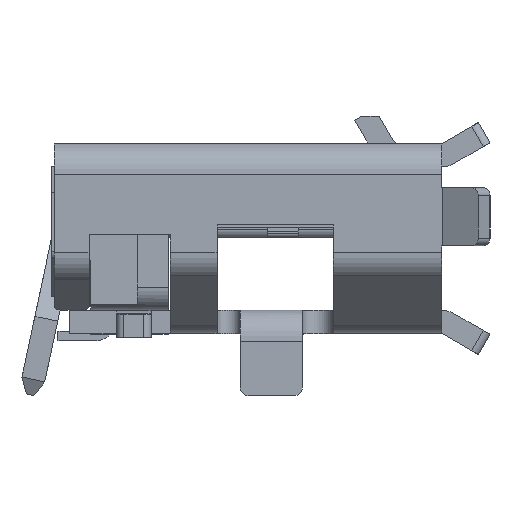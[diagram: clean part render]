
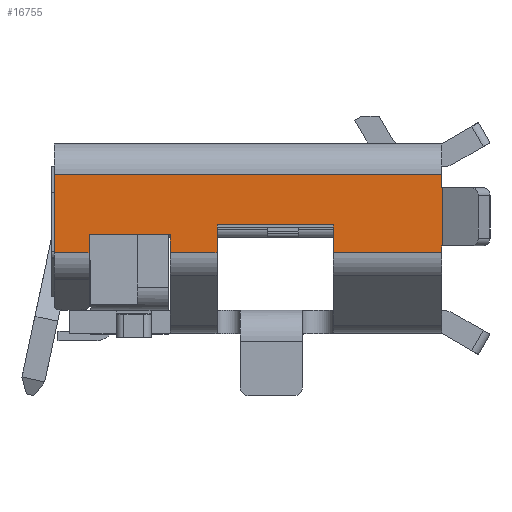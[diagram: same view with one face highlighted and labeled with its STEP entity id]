
A CAD part, left-side view. The second image highlights one B-rep face of the part: STEP entity #16755.
In plain terms, the highlighted planar face has unit normal (-1, 0, 0).
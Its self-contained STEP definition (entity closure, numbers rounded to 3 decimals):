
#7536 = VERTEX_POINT('',#7537);
#7537 = CARTESIAN_POINT('',(-3.73,-3.581,2.25));
#7544 = EDGE_CURVE('',#7545,#7536,#7547,.T.);
#7545 = VERTEX_POINT('',#7546);
#7546 = CARTESIAN_POINT('',(-3.73,-3.581,2.08));
#7547 = LINE('',#7548,#7549);
#7548 = CARTESIAN_POINT('',(-3.73,-3.581,1.745));
#7549 = VECTOR('',#7550,1.);
#7550 = DIRECTION('',(0.,0.,1.));
#7654 = VERTEX_POINT('',#7655);
#7655 = CARTESIAN_POINT('',(-3.73,1.419,1.24));
#7662 = EDGE_CURVE('',#7663,#7654,#7665,.T.);
#7663 = VERTEX_POINT('',#7664);
#7664 = CARTESIAN_POINT('',(-3.73,1.419,2.25));
#7665 = LINE('',#7666,#7667);
#7666 = CARTESIAN_POINT('',(-3.73,1.419,1.886));
#7667 = VECTOR('',#7668,1.);
#7668 = DIRECTION('',(0.,0.,-1.));
#11839 = VERTEX_POINT('',#11840);
#11840 = CARTESIAN_POINT('',(-3.73,-0.681,1.6));
#11846 = EDGE_CURVE('',#11847,#11839,#11849,.T.);
#11847 = VERTEX_POINT('',#11848);
#11848 = CARTESIAN_POINT('',(-3.73,-0.681,1.244));
#11849 = LINE('',#11850,#11851);
#11850 = CARTESIAN_POINT('',(-3.73,-0.681,1.745));
#11851 = VECTOR('',#11852,1.);
#11852 = DIRECTION('',(0.,0.,1.));
#12034 = VERTEX_POINT('',#12035);
#12035 = CARTESIAN_POINT('',(-3.73,-2.181,1.244));
#12042 = EDGE_CURVE('',#12043,#12034,#12045,.T.);
#12043 = VERTEX_POINT('',#12044);
#12044 = CARTESIAN_POINT('',(-3.73,-2.181,1.6));
#12045 = LINE('',#12046,#12047);
#12046 = CARTESIAN_POINT('',(-3.73,-2.181,1.745));
#12047 = VECTOR('',#12048,1.);
#12048 = DIRECTION('',(0.,0.,-1.));
#12126 = EDGE_CURVE('',#12127,#12129,#12131,.T.);
#12127 = VERTEX_POINT('',#12128);
#12128 = CARTESIAN_POINT('',(-3.73,-3.581,1.244));
#12129 = VERTEX_POINT('',#12130);
#12130 = CARTESIAN_POINT('',(-3.73,-3.581,1.33));
#12131 = LINE('',#12132,#12133);
#12132 = CARTESIAN_POINT('',(-3.73,-3.581,1.745));
#12133 = VECTOR('',#12134,1.);
#12134 = DIRECTION('',(0.,0.,1.));
#16743 = EDGE_CURVE('',#7536,#7663,#16744,.T.);
#16744 = LINE('',#16745,#16746);
#16745 = CARTESIAN_POINT('',(-3.73,-1.081,2.25));
#16746 = VECTOR('',#16747,1.);
#16747 = DIRECTION('',(0.,1.,0.));
#16755 = ADVANCED_FACE('',(#16756),#16836,.T.);
#16756 = FACE_BOUND('',#16757,.T.);
#16757 = EDGE_LOOP('',(#16758,#16759,#16760,#16768,#16776,#16784,#16792,
    #16798,#16799,#16805,#16806,#16812,#16813,#16821,#16829,#16835));
#16758 = ORIENTED_EDGE('',*,*,#16743,.T.);
#16759 = ORIENTED_EDGE('',*,*,#7662,.T.);
#16760 = ORIENTED_EDGE('',*,*,#16761,.T.);
#16761 = EDGE_CURVE('',#7654,#16762,#16764,.T.);
#16762 = VERTEX_POINT('',#16763);
#16763 = CARTESIAN_POINT('',(-3.73,0.969,1.24));
#16764 = LINE('',#16765,#16766);
#16765 = CARTESIAN_POINT('',(-3.73,-1.082,
    1.24));
#16766 = VECTOR('',#16767,1.);
#16767 = DIRECTION('',(0.,-1.,0.));
#16768 = ORIENTED_EDGE('',*,*,#16769,.T.);
#16769 = EDGE_CURVE('',#16762,#16770,#16772,.T.);
#16770 = VERTEX_POINT('',#16771);
#16771 = CARTESIAN_POINT('',(-3.73,0.969,1.475));
#16772 = LINE('',#16773,#16774);
#16773 = CARTESIAN_POINT('',(-3.73,0.969,1.745));
#16774 = VECTOR('',#16775,1.);
#16775 = DIRECTION('',(0.,0.,1.));
#16776 = ORIENTED_EDGE('',*,*,#16777,.T.);
#16777 = EDGE_CURVE('',#16770,#16778,#16780,.T.);
#16778 = VERTEX_POINT('',#16779);
#16779 = CARTESIAN_POINT('',(-3.73,-0.081,
    1.475));
#16780 = LINE('',#16781,#16782);
#16781 = CARTESIAN_POINT('',(-3.73,-1.082,
    1.475));
#16782 = VECTOR('',#16783,1.);
#16783 = DIRECTION('',(0.,-1.,0.));
#16784 = ORIENTED_EDGE('',*,*,#16785,.T.);
#16785 = EDGE_CURVE('',#16778,#16786,#16788,.T.);
#16786 = VERTEX_POINT('',#16787);
#16787 = CARTESIAN_POINT('',(-3.73,-0.081,
    1.244));
#16788 = LINE('',#16789,#16790);
#16789 = CARTESIAN_POINT('',(-3.73,-0.081,
    1.745));
#16790 = VECTOR('',#16791,1.);
#16791 = DIRECTION('',(0.,0.,-1.));
#16792 = ORIENTED_EDGE('',*,*,#16793,.T.);
#16793 = EDGE_CURVE('',#16786,#11847,#16794,.T.);
#16794 = LINE('',#16795,#16796);
#16795 = CARTESIAN_POINT('',(-3.73,-1.082,
    1.244));
#16796 = VECTOR('',#16797,1.);
#16797 = DIRECTION('',(0.,-1.,0.));
#16798 = ORIENTED_EDGE('',*,*,#11846,.T.);
#16799 = ORIENTED_EDGE('',*,*,#16800,.T.);
#16800 = EDGE_CURVE('',#11839,#12043,#16801,.T.);
#16801 = LINE('',#16802,#16803);
#16802 = CARTESIAN_POINT('',(-3.73,-1.082,
    1.6));
#16803 = VECTOR('',#16804,1.);
#16804 = DIRECTION('',(0.,-1.,0.));
#16805 = ORIENTED_EDGE('',*,*,#12042,.T.);
#16806 = ORIENTED_EDGE('',*,*,#16807,.T.);
#16807 = EDGE_CURVE('',#12034,#12127,#16808,.T.);
#16808 = LINE('',#16809,#16810);
#16809 = CARTESIAN_POINT('',(-3.73,-1.082,
    1.244));
#16810 = VECTOR('',#16811,1.);
#16811 = DIRECTION('',(0.,-1.,0.));
#16812 = ORIENTED_EDGE('',*,*,#12126,.T.);
#16813 = ORIENTED_EDGE('',*,*,#16814,.T.);
#16814 = EDGE_CURVE('',#12129,#16815,#16817,.T.);
#16815 = VERTEX_POINT('',#16816);
#16816 = CARTESIAN_POINT('',(-3.73,-3.583,
    1.33));
#16817 = LINE('',#16818,#16819);
#16818 = CARTESIAN_POINT('',(-3.73,-1.082,
    1.33));
#16819 = VECTOR('',#16820,1.);
#16820 = DIRECTION('',(0.,-1.,0.));
#16821 = ORIENTED_EDGE('',*,*,#16822,.T.);
#16822 = EDGE_CURVE('',#16815,#16823,#16825,.T.);
#16823 = VERTEX_POINT('',#16824);
#16824 = CARTESIAN_POINT('',(-3.73,-3.583,
    2.08));
#16825 = LINE('',#16826,#16827);
#16826 = CARTESIAN_POINT('',(-3.73,-3.583,
    1.745));
#16827 = VECTOR('',#16828,1.);
#16828 = DIRECTION('',(0.,0.,1.));
#16829 = ORIENTED_EDGE('',*,*,#16830,.T.);
#16830 = EDGE_CURVE('',#16823,#7545,#16831,.T.);
#16831 = LINE('',#16832,#16833);
#16832 = CARTESIAN_POINT('',(-3.73,-1.082,
    2.08));
#16833 = VECTOR('',#16834,1.);
#16834 = DIRECTION('',(0.,1.,0.));
#16835 = ORIENTED_EDGE('',*,*,#7544,.T.);
#16836 = PLANE('',#16837);
#16837 = AXIS2_PLACEMENT_3D('',#16838,#16839,#16840);
#16838 = CARTESIAN_POINT('',(-3.73,-3.683,
    1.22));
#16839 = DIRECTION('',(-1.,0.,0.));
#16840 = DIRECTION('',(0.,0.,1.));
